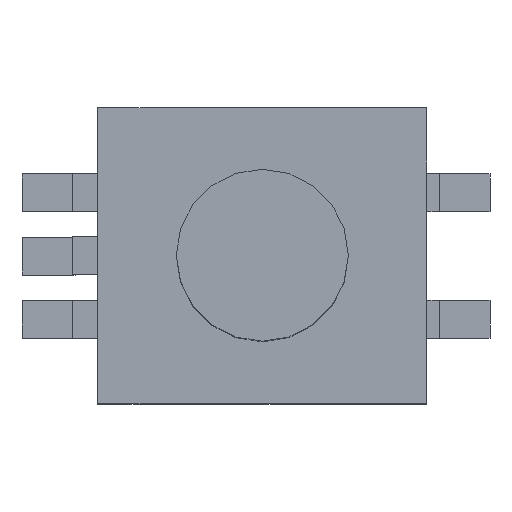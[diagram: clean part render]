
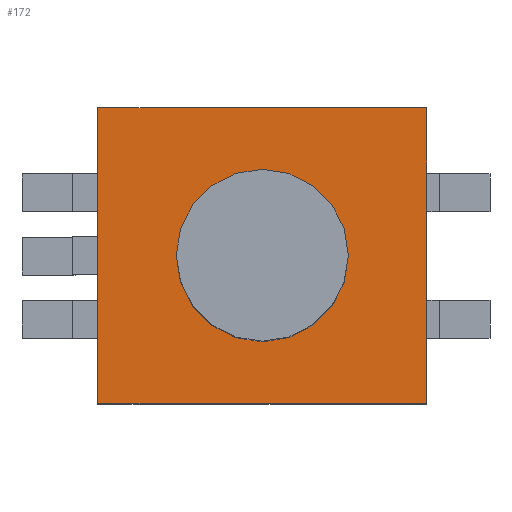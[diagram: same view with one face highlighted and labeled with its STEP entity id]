
A CAD part, top view. The second image highlights one B-rep face of the part: STEP entity #172.
In plain terms, the highlighted planar face has unit normal (0, 0, 1).
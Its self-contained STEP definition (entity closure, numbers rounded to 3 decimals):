
#24 = VERTEX_POINT('',#25);
#25 = CARTESIAN_POINT('',(6.5,5.85,7.2));
#40 = VERTEX_POINT('',#41);
#41 = CARTESIAN_POINT('',(6.5,-5.85,7.2));
#47 = EDGE_CURVE('',#24,#40,#48,.T.);
#48 = LINE('',#49,#50);
#49 = CARTESIAN_POINT('',(6.5,5.85,7.2));
#50 = VECTOR('',#51,1.);
#51 = DIRECTION('',(0.,-1.,0.));
#138 = EDGE_CURVE('',#24,#139,#141,.T.);
#139 = VERTEX_POINT('',#140);
#140 = CARTESIAN_POINT('',(-6.5,5.85,7.2));
#141 = LINE('',#142,#143);
#142 = CARTESIAN_POINT('',(6.5,5.85,7.2));
#143 = VECTOR('',#144,1.);
#144 = DIRECTION('',(-1.,0.,0.));
#172 = ADVANCED_FACE('',(#173,#191),#353,.T.);
#173 = FACE_BOUND('',#174,.T.);
#174 = EDGE_LOOP('',(#175,#176,#177,#185));
#175 = ORIENTED_EDGE('',*,*,#47,.F.);
#176 = ORIENTED_EDGE('',*,*,#138,.T.);
#177 = ORIENTED_EDGE('',*,*,#178,.T.);
#178 = EDGE_CURVE('',#139,#179,#181,.T.);
#179 = VERTEX_POINT('',#180);
#180 = CARTESIAN_POINT('',(-6.5,-5.85,7.2));
#181 = LINE('',#182,#183);
#182 = CARTESIAN_POINT('',(-6.5,5.85,7.2));
#183 = VECTOR('',#184,1.);
#184 = DIRECTION('',(0.,-1.,0.));
#185 = ORIENTED_EDGE('',*,*,#186,.F.);
#186 = EDGE_CURVE('',#40,#179,#187,.T.);
#187 = LINE('',#188,#189);
#188 = CARTESIAN_POINT('',(6.5,-5.85,7.2));
#189 = VECTOR('',#190,1.);
#190 = DIRECTION('',(-1.,0.,0.));
#191 = FACE_BOUND('',#192,.T.);
#192 = EDGE_LOOP('',(#193,#203,#211,#219,#227,#235,#243,#251,#259,#267,
    #275,#283,#291,#299,#307,#315,#323,#331,#339,#347));
#193 = ORIENTED_EDGE('',*,*,#194,.F.);
#194 = EDGE_CURVE('',#195,#197,#199,.T.);
#195 = VERTEX_POINT('',#196);
#196 = CARTESIAN_POINT('',(-3.4,0.,7.2));
#197 = VERTEX_POINT('',#198);
#198 = CARTESIAN_POINT('',(-3.234,-1.051,7.2));
#199 = LINE('',#200,#201);
#200 = CARTESIAN_POINT('',(-3.4,0.,7.2));
#201 = VECTOR('',#202,1.);
#202 = DIRECTION('',(0.156,-0.988,0.));
#203 = ORIENTED_EDGE('',*,*,#204,.F.);
#204 = EDGE_CURVE('',#205,#195,#207,.T.);
#205 = VERTEX_POINT('',#206);
#206 = CARTESIAN_POINT('',(-3.234,1.051,7.2));
#207 = LINE('',#208,#209);
#208 = CARTESIAN_POINT('',(-3.234,1.051,7.2));
#209 = VECTOR('',#210,1.);
#210 = DIRECTION('',(-0.156,-0.988,0.));
#211 = ORIENTED_EDGE('',*,*,#212,.F.);
#212 = EDGE_CURVE('',#213,#205,#215,.T.);
#213 = VERTEX_POINT('',#214);
#214 = CARTESIAN_POINT('',(-2.751,1.998,7.2));
#215 = LINE('',#216,#217);
#216 = CARTESIAN_POINT('',(-2.751,1.998,7.2));
#217 = VECTOR('',#218,1.);
#218 = DIRECTION('',(-0.454,-0.891,0.));
#219 = ORIENTED_EDGE('',*,*,#220,.F.);
#220 = EDGE_CURVE('',#221,#213,#223,.T.);
#221 = VERTEX_POINT('',#222);
#222 = CARTESIAN_POINT('',(-1.998,2.751,7.2));
#223 = LINE('',#224,#225);
#224 = CARTESIAN_POINT('',(-1.998,2.751,7.2));
#225 = VECTOR('',#226,1.);
#226 = DIRECTION('',(-0.707,-0.707,0.));
#227 = ORIENTED_EDGE('',*,*,#228,.F.);
#228 = EDGE_CURVE('',#229,#221,#231,.T.);
#229 = VERTEX_POINT('',#230);
#230 = CARTESIAN_POINT('',(-1.051,3.234,7.2));
#231 = LINE('',#232,#233);
#232 = CARTESIAN_POINT('',(-1.051,3.234,7.2));
#233 = VECTOR('',#234,1.);
#234 = DIRECTION('',(-0.891,-0.454,0.));
#235 = ORIENTED_EDGE('',*,*,#236,.F.);
#236 = EDGE_CURVE('',#237,#229,#239,.T.);
#237 = VERTEX_POINT('',#238);
#238 = CARTESIAN_POINT('',(0.,3.4,7.2));
#239 = LINE('',#240,#241);
#240 = CARTESIAN_POINT('',(0.,3.4,7.2));
#241 = VECTOR('',#242,1.);
#242 = DIRECTION('',(-0.988,-0.156,0.));
#243 = ORIENTED_EDGE('',*,*,#244,.F.);
#244 = EDGE_CURVE('',#245,#237,#247,.T.);
#245 = VERTEX_POINT('',#246);
#246 = CARTESIAN_POINT('',(1.051,3.234,7.2));
#247 = LINE('',#248,#249);
#248 = CARTESIAN_POINT('',(1.051,3.234,7.2));
#249 = VECTOR('',#250,1.);
#250 = DIRECTION('',(-0.988,0.156,0.));
#251 = ORIENTED_EDGE('',*,*,#252,.F.);
#252 = EDGE_CURVE('',#253,#245,#255,.T.);
#253 = VERTEX_POINT('',#254);
#254 = CARTESIAN_POINT('',(1.998,2.751,7.2));
#255 = LINE('',#256,#257);
#256 = CARTESIAN_POINT('',(1.998,2.751,7.2));
#257 = VECTOR('',#258,1.);
#258 = DIRECTION('',(-0.891,0.454,0.));
#259 = ORIENTED_EDGE('',*,*,#260,.F.);
#260 = EDGE_CURVE('',#261,#253,#263,.T.);
#261 = VERTEX_POINT('',#262);
#262 = CARTESIAN_POINT('',(2.751,1.998,7.2));
#263 = LINE('',#264,#265);
#264 = CARTESIAN_POINT('',(2.751,1.998,7.2));
#265 = VECTOR('',#266,1.);
#266 = DIRECTION('',(-0.707,0.707,0.));
#267 = ORIENTED_EDGE('',*,*,#268,.F.);
#268 = EDGE_CURVE('',#269,#261,#271,.T.);
#269 = VERTEX_POINT('',#270);
#270 = CARTESIAN_POINT('',(3.234,1.051,7.2));
#271 = LINE('',#272,#273);
#272 = CARTESIAN_POINT('',(3.234,1.051,7.2));
#273 = VECTOR('',#274,1.);
#274 = DIRECTION('',(-0.454,0.891,0.));
#275 = ORIENTED_EDGE('',*,*,#276,.F.);
#276 = EDGE_CURVE('',#277,#269,#279,.T.);
#277 = VERTEX_POINT('',#278);
#278 = CARTESIAN_POINT('',(3.4,0.,7.2));
#279 = LINE('',#280,#281);
#280 = CARTESIAN_POINT('',(3.4,0.,7.2));
#281 = VECTOR('',#282,1.);
#282 = DIRECTION('',(-0.156,0.988,0.));
#283 = ORIENTED_EDGE('',*,*,#284,.F.);
#284 = EDGE_CURVE('',#285,#277,#287,.T.);
#285 = VERTEX_POINT('',#286);
#286 = CARTESIAN_POINT('',(3.234,-1.051,7.2));
#287 = LINE('',#288,#289);
#288 = CARTESIAN_POINT('',(3.234,-1.051,7.2));
#289 = VECTOR('',#290,1.);
#290 = DIRECTION('',(0.156,0.988,0.));
#291 = ORIENTED_EDGE('',*,*,#292,.F.);
#292 = EDGE_CURVE('',#293,#285,#295,.T.);
#293 = VERTEX_POINT('',#294);
#294 = CARTESIAN_POINT('',(2.751,-1.998,7.2));
#295 = LINE('',#296,#297);
#296 = CARTESIAN_POINT('',(2.751,-1.998,7.2));
#297 = VECTOR('',#298,1.);
#298 = DIRECTION('',(0.454,0.891,0.));
#299 = ORIENTED_EDGE('',*,*,#300,.F.);
#300 = EDGE_CURVE('',#301,#293,#303,.T.);
#301 = VERTEX_POINT('',#302);
#302 = CARTESIAN_POINT('',(1.998,-2.751,7.2));
#303 = LINE('',#304,#305);
#304 = CARTESIAN_POINT('',(1.998,-2.751,7.2));
#305 = VECTOR('',#306,1.);
#306 = DIRECTION('',(0.707,0.707,0.));
#307 = ORIENTED_EDGE('',*,*,#308,.F.);
#308 = EDGE_CURVE('',#309,#301,#311,.T.);
#309 = VERTEX_POINT('',#310);
#310 = CARTESIAN_POINT('',(1.051,-3.234,7.2));
#311 = LINE('',#312,#313);
#312 = CARTESIAN_POINT('',(1.051,-3.234,7.2));
#313 = VECTOR('',#314,1.);
#314 = DIRECTION('',(0.891,0.454,0.));
#315 = ORIENTED_EDGE('',*,*,#316,.F.);
#316 = EDGE_CURVE('',#317,#309,#319,.T.);
#317 = VERTEX_POINT('',#318);
#318 = CARTESIAN_POINT('',(0.,-3.4,7.2));
#319 = LINE('',#320,#321);
#320 = CARTESIAN_POINT('',(0.,-3.4,7.2));
#321 = VECTOR('',#322,1.);
#322 = DIRECTION('',(0.988,0.156,0.));
#323 = ORIENTED_EDGE('',*,*,#324,.F.);
#324 = EDGE_CURVE('',#325,#317,#327,.T.);
#325 = VERTEX_POINT('',#326);
#326 = CARTESIAN_POINT('',(-1.051,-3.234,7.2));
#327 = LINE('',#328,#329);
#328 = CARTESIAN_POINT('',(-1.051,-3.234,7.2));
#329 = VECTOR('',#330,1.);
#330 = DIRECTION('',(0.988,-0.156,0.));
#331 = ORIENTED_EDGE('',*,*,#332,.F.);
#332 = EDGE_CURVE('',#333,#325,#335,.T.);
#333 = VERTEX_POINT('',#334);
#334 = CARTESIAN_POINT('',(-1.998,-2.751,7.2));
#335 = LINE('',#336,#337);
#336 = CARTESIAN_POINT('',(-1.998,-2.751,7.2));
#337 = VECTOR('',#338,1.);
#338 = DIRECTION('',(0.891,-0.454,0.));
#339 = ORIENTED_EDGE('',*,*,#340,.F.);
#340 = EDGE_CURVE('',#341,#333,#343,.T.);
#341 = VERTEX_POINT('',#342);
#342 = CARTESIAN_POINT('',(-2.751,-1.998,7.2));
#343 = LINE('',#344,#345);
#344 = CARTESIAN_POINT('',(-2.751,-1.998,7.2));
#345 = VECTOR('',#346,1.);
#346 = DIRECTION('',(0.707,-0.707,0.));
#347 = ORIENTED_EDGE('',*,*,#348,.F.);
#348 = EDGE_CURVE('',#197,#341,#349,.T.);
#349 = LINE('',#350,#351);
#350 = CARTESIAN_POINT('',(-3.234,-1.051,7.2));
#351 = VECTOR('',#352,1.);
#352 = DIRECTION('',(0.454,-0.891,0.));
#353 = PLANE('',#354);
#354 = AXIS2_PLACEMENT_3D('',#355,#356,#357);
#355 = CARTESIAN_POINT('',(6.5,5.85,7.2));
#356 = DIRECTION('',(0.,0.,1.));
#357 = DIRECTION('',(-1.,0.,0.));
